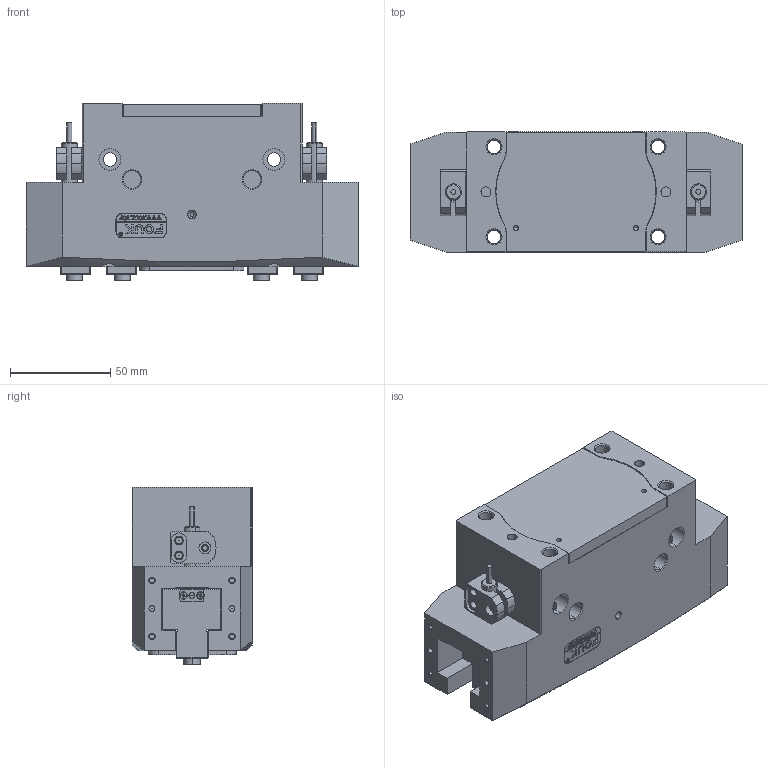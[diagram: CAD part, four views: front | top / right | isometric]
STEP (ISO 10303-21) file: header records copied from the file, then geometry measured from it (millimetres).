
FILE_DESCRIPTION (( 'STEP AP203' ), '1' );
FILE_NAME ('TR57-166-L.STEP', '2025-05-30T00:52:45', ( 'USER-' ), ( 'Microsoft' ), 'SwSTEP 2.0', 'SolidWorks 2018', '' );
FILE_SCHEMA (( 'CONFIG_CONTROL_DESIGN' ));
Length unit declared in the file: millimetre
Products named in the file (17): TR57-166-L杅耀.sldasm-Part-4; TR57-166-L杅耀.sldasm-Part-13; TR57-166-L杅耀.sldasm-Part-8; TR57-166-L杅耀.sldasm-Part-16; TR57-166-L; TR57-166-L-菁裔啣; TR57-166-L杅耀.sldasm-Part-3; TR57-166-L杅耀.sldasm-Part-18; TR57-166-L杅耀.sldasm-Part-1; TR57-166-L杅耀.sldasm-Part-6; 埴翐芛_GB_FASTENER_SCREWS_HSHCS M2X8-N; 揤輸杅耀.sldasm-Part-9; TR57-166-L杅耀.sldasm-Part-5; TR57-166-L杅耀.sldasm-Part-15; 25x12-R3; TR57-166-L杅耀.sldasm-Part-17; 揤輸蚾饜极
Assembly tree (19 placements, depth 3):
  TR57-166-L
    TR57-166-L杅耀.sldasm-Part-1
    TR57-166-L杅耀.sldasm-Part-3
    TR57-166-L杅耀.sldasm-Part-4
    TR57-166-L杅耀.sldasm-Part-5
    TR57-166-L杅耀.sldasm-Part-6
    TR57-166-L杅耀.sldasm-Part-8
    TR57-166-L杅耀.sldasm-Part-13  x2
    TR57-166-L杅耀.sldasm-Part-15
    TR57-166-L杅耀.sldasm-Part-16
    TR57-166-L杅耀.sldasm-Part-18
    TR57-166-L杅耀.sldasm-Part-17
    TR57-166-L-菁裔啣
    揤輸蚾饜极  x2
      揤輸杅耀.sldasm-Part-9
      埴翐芛_GB_FASTENER_SCREWS_HSHCS M2X8-N
    25x12-R3
Bounding box: 166 x 60 x 88.5 mm (x, y, z)
Volume: 624267.3 mm3; surface area: 123711 mm2
Topology: 20 solids, 38 shells, 1405 faces, 3579 edges, 2262 vertices
Faces by surface type: plane 643, cylinder 367, cone 232, bspline 155, torus 8
Entity records: 43427 total; most frequent: CARTESIAN_POINT 13238, ORIENTED_EDGE 6004, DIRECTION 5546, EDGE_CURVE 3002, VERTEX_POINT 1953, AXIS2_PLACEMENT_3D 1881, VECTOR 1784, LINE 1784
